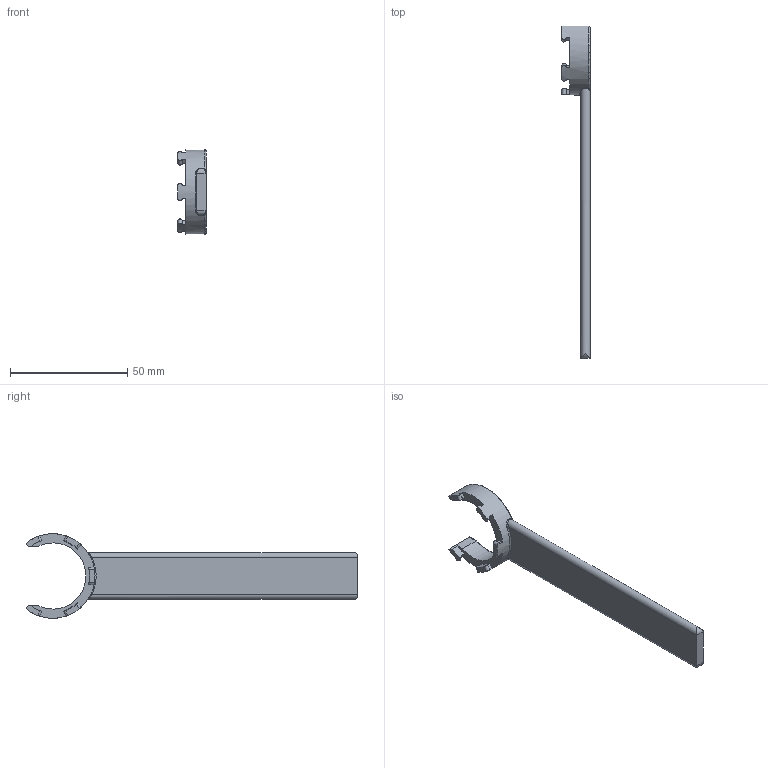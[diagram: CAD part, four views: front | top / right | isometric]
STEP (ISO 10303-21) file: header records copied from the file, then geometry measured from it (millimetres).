
FILE_DESCRIPTION( ( 'Unknown' ), '1' );
FILE_NAME( '711825000-E.stp', 'Unknown', ( 'Unknown' ), ( 'Unknown' ), 'PSStep 15.0.49', 'Unknown', ' ' );
FILE_SCHEMA( ( 'AUTOMOTIVE_DESIGN { 1 0 10303 214 1 1 1 1 }' ) );
Length unit declared in the file: millimetre
Products named in the file (1): 1
Bounding box: 12 x 141.37 x 36 mm (x, y, z)
Volume: 11247.5 mm3; surface area: 7146.7 mm2
Topology: 1 solids, 1 shells, 52 faces, 138 edges, 86 vertices
Faces by surface type: cylinder 23, plane 21, bspline 4, torus 4
Entity records: 3483 total; most frequent: CARTESIAN_POINT 1812, ORIENTED_EDGE 272, DIRECTION 244, EDGE_CURVE 136, AXIS2_PLACEMENT_3D 87, VERTEX_POINT 86, LINE 70, VECTOR 70
